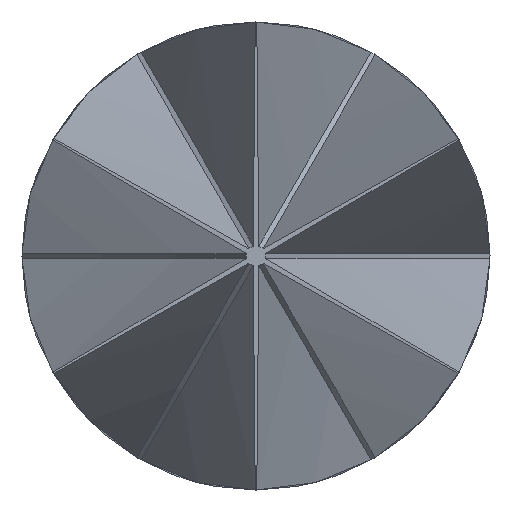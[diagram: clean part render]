
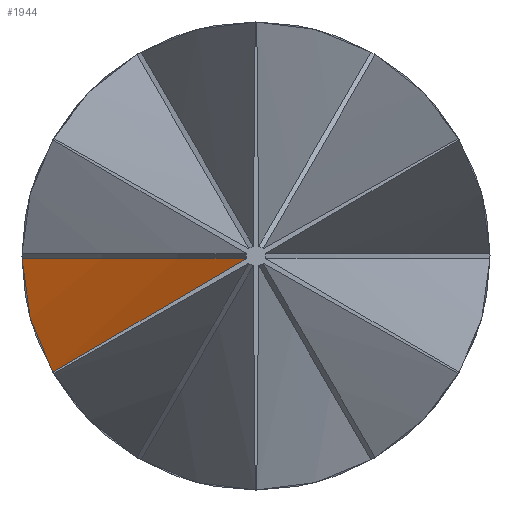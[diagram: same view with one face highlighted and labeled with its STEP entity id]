
A CAD part, left-side view. The second image highlights one B-rep face of the part: STEP entity #1944.
In plain terms, the highlighted conical face has half-angle 56.5 degrees and reference radius 5.715 mm.
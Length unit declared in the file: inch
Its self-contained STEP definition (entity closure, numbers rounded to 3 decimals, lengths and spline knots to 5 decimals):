
#5 = DIRECTION ( 'NONE',  ( 0., 0., -1. ) ) ;
#6 = VERTEX_POINT ( 'NONE', #1076 ) ;
#28 = EDGE_CURVE ( 'NONE', #6, #957, #356, .T. ) ;
#42 = EDGE_CURVE ( 'NONE', #1838, #957, #1049, .T. ) ;
#63 = CARTESIAN_POINT ( 'NONE',  ( -0.3, 0.02039, -0.01168 ) ) ;
#92 = CONICAL_SURFACE ( 'NONE', #206, 0.225, 0.986 ) ;
#206 = AXIS2_PLACEMENT_3D ( 'NONE', #270, #1011, #611 ) ;
#270 = CARTESIAN_POINT ( 'NONE',  ( -0.45504, 0.31479, -0.08299 ) ) ;
#356 = CIRCLE ( 'NONE', #1334, 0.35 ) ;
#382 = CARTESIAN_POINT ( 'NONE',  ( -0.3, 0.02039, -0.01168 ) ) ;
#431 = ORIENTED_EDGE ( 'NONE', *, *, #1519, .T. ) ;
#486 = FACE_OUTER_BOUND ( 'NONE', #722, .T. ) ;
#525 = CARTESIAN_POINT ( 'NONE',  ( -0.3, 0.001, -0.00025 ) ) ;
#611 = DIRECTION ( 'NONE',  ( 1., 0., 0. ) ) ;
#722 = EDGE_LOOP ( 'NONE', ( #1370, #1305, #431 ) ) ;
#741 = CARTESIAN_POINT ( 'NONE',  ( -0.3, 0.00745, -0.00408 ) ) ;
#892 = B_SPLINE_CURVE_WITH_KNOTS ( 'NONE', 3,
 ( #1918, #1893, #1251, #1779 ),
 .UNSPECIFIED., .F., .F.,
 ( 4, 4 ),
 ( 0.00017, 0.0012 ),
 .UNSPECIFIED. ) ;
#957 = VERTEX_POINT ( 'NONE', #2108 ) ;
#1011 = DIRECTION ( 'NONE',  ( 0., 0., 1. ) ) ;
#1049 = B_SPLINE_CURVE_WITH_KNOTS ( 'NONE', 3,
 ( #382, #1841, #741, #525 ),
 .UNSPECIFIED., .F., .F.,
 ( 4, 4 ),
 ( 0.00226, 0.00283 ),
 .UNSPECIFIED. ) ;
#1061 = CARTESIAN_POINT ( 'NONE',  ( -0.45504, 0.31479, -0.00025 ) ) ;
#1076 = CARTESIAN_POINT ( 'NONE',  ( -0.261, 0.0235, -0.00025 ) ) ;
#1251 = CARTESIAN_POINT ( 'NONE',  ( -0.28682, 0.02213, -0.00864 ) ) ;
#1305 = ORIENTED_EDGE ( 'NONE', *, *, #28, .F. ) ;
#1334 = AXIS2_PLACEMENT_3D ( 'NONE', #1061, #5, #1467 ) ;
#1370 = ORIENTED_EDGE ( 'NONE', *, *, #42, .T. ) ;
#1467 = DIRECTION ( 'NONE',  ( -1., 0., 0. ) ) ;
#1519 = EDGE_CURVE ( 'NONE', #6, #1838, #892, .T. ) ;
#1779 = CARTESIAN_POINT ( 'NONE',  ( -0.3, 0.02039, -0.01168 ) ) ;
#1838 = VERTEX_POINT ( 'NONE', #63 ) ;
#1841 = CARTESIAN_POINT ( 'NONE',  ( -0.3, 0.01392, -0.00789 ) ) ;
#1893 = CARTESIAN_POINT ( 'NONE',  ( -0.27382, 0.02345, -0.00492 ) ) ;
#1918 = CARTESIAN_POINT ( 'NONE',  ( -0.261, 0.0235, -0.00025 ) ) ;
#1944 = ADVANCED_FACE ( 'NONE', ( #486 ), #92, .F. ) ;
#2108 = CARTESIAN_POINT ( 'NONE',  ( -0.3, 0.001, -0.00025 ) ) ;
